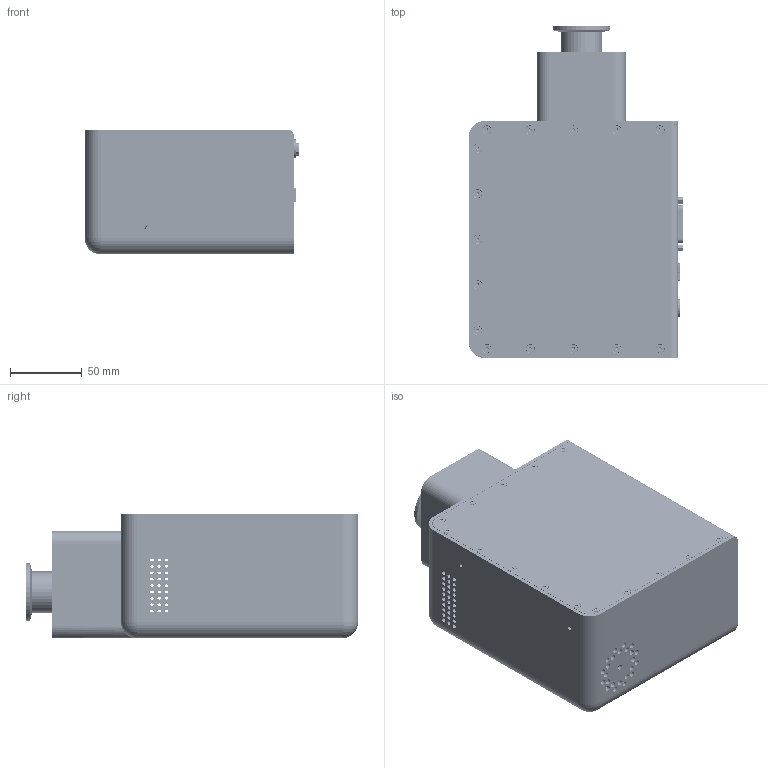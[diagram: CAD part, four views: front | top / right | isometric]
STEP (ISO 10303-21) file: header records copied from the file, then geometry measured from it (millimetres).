
FILE_DESCRIPTION(/* description */ (''),/* implementation_level */ '2;1');
FILE_NAME(/* name */ 'Quantus LP100 STP.stp',/* time_stamp */ '2023-02-28T11:01:07-05:00',/* author */ (''),/* organization */ (''),/* preprocessor_version */ 'ST-DEVELOPER v16.7',/* originating_system */ 'SIEMENS PLM Software NX 12.0',/* authorisation */ '');
FILE_SCHEMA (('AP203_CONFIGURATION_CONTROLLED_3D_DESIGN_OF_MECHANICAL_PARTS_AND_ASSEMBLIES_MIM_LF { 1 0 10303 403 2 1 2}'));
Products named in the file (6): SK-JL-LP-POW-CONN_1_1-LP POWER CONN; SK-JL-LED-LP_1_1-LP LEDS; SK-JL-LP-DSUB_1_1-DSUB CONN LP; 026-5631_1_1-RES 49.9 1W 1_ 100PPM EIA-2512 ROHS; 070-1679_1_3-JACK SCREW 4-40 .312 LG .187 HEX SS; HS-ST-SION_1_1
Assembly tree (8 placements, depth 2):
  HS-ST-SION_1_1
    070-1679_1_3-JACK SCREW 4-40 .312 LG .187 HEX SS  x2
    026-5631_1_1-RES 49.9 1W 1_ 100PPM EIA-2512 ROHS
    SK-JL-LP-DSUB_1_1-DSUB CONN LP
    SK-JL-LED-LP_1_1-LP LEDS  x3
    SK-JL-LP-POW-CONN_1_1-LP POWER CONN
Bounding box: 149.53 x 231.19 x 87 mm (x, y, z)
Volume: 566981.6 mm3; surface area: 277712.2 mm2
Topology: 55 solids, 83 shells, 4816 faces, 12255 edges, 7795 vertices
Faces by surface type: plane 1858, cylinder 1383, cone 1123, bspline 348, torus 86, sphere 18
Full cylindrical faces by diameter (mm): 1.016 x1, 1.587 x2, 2.261 x12, 2.5 x50, 2.54 x1, 2.594 x312, 2.84 x2, 3 x294, 3.048 x68, 3.175 x2, 3.2 x8, 3.454 x2, 3.5 x4, 3.6 x26, 3.81 x25, 5.08 x5, 6.35 x2, 8.433 x1, 8.89 x1, 11.43 x1, 13.891 x1, 15.24 x2, 17.247 x2, 21.641 x1, 25.654 x2, 26.035 x1, 28.702 x1, 28.956 x1, 30.48 x2, 39.116 x1
Entity records: 171196 total; most frequent: CARTESIAN_POINT 64131, DIRECTION 17012, ORIENTED_EDGE 14992, EDGE_CURVE 7496, AXIS2_PLACEMENT_3D 6922, EDGE_LOOP 6283, VERTEX_POINT 5421, ADVANCED_FACE 4088
